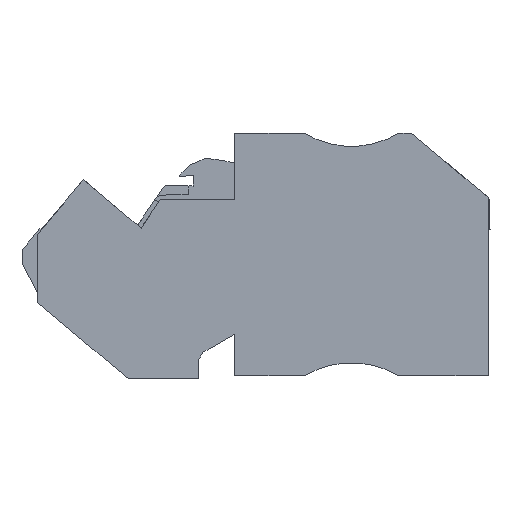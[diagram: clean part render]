
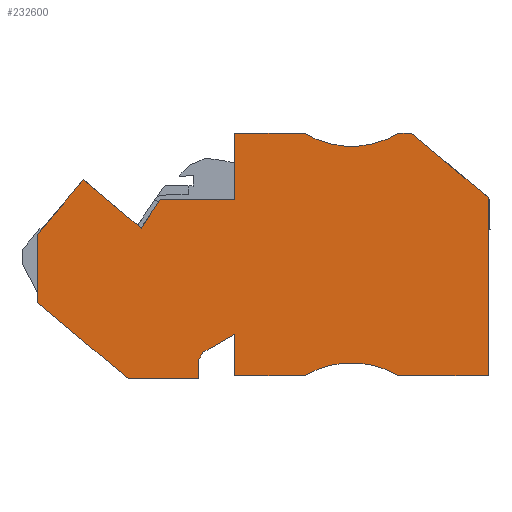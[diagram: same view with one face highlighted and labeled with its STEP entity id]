
A CAD part, left-side view. The second image highlights one B-rep face of the part: STEP entity #232600.
In plain terms, the highlighted face is planar.
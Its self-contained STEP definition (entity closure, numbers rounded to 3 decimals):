
#2000=CARTESIAN_POINT('',(456.412,690.234,
65.62));
#2010=VERTEX_POINT('',#2000);
#2040=CARTESIAN_POINT('',(456.354,690.32,
65.62));
#2050=DIRECTION('',(0.559,-0.829,
0.));
#2060=VECTOR('',#2050,1.);
#2070=LINE('',#2040,#2060);
#2080=CARTESIAN_POINT('',(458.498,687.141,
65.62));
#2090=VERTEX_POINT('',#2080);
#2100=EDGE_CURVE('',#2010,#2090,#2070,.T.);
#11020=CARTESIAN_POINT('',(430.261,670.934,
65.62));
#11030=VERTEX_POINT('',#11020);
#11060=CARTESIAN_POINT('',(437.769,670.934,
65.62));
#11070=DIRECTION('',(1.,0.,0.));
#11080=VECTOR('',#11070,1.);
#11090=LINE('',#11060,#11080);
#11100=CARTESIAN_POINT('',(420.453,670.934,
65.62));
#11110=VERTEX_POINT('',#11100);
#11120=EDGE_CURVE('',#11110,#11030,#11090,.T.);
#12220=CARTESIAN_POINT('',(405.269,697.534,
65.62));
#12230=DIRECTION('',(-1.,0.,0.));
#12240=VECTOR('',#12230,1.);
#12250=LINE('',#12220,#12240);
#12260=CARTESIAN_POINT('',(430.261,697.534,
65.62));
#12270=VERTEX_POINT('',#12260);
#12280=CARTESIAN_POINT('',(428.853,697.534,
65.62));
#12290=VERTEX_POINT('',#12280);
#12300=EDGE_CURVE('',#12270,#12290,#12250,.T.);
#123400=CARTESIAN_POINT('',(469.853,703.819,
65.62));
#123410=DIRECTION('',(0.,1.,0.));
#123420=VECTOR('',#123410,1.);
#123430=LINE('',#123400,#123420);
#123440=CARTESIAN_POINT('',(469.853,678.981,
65.62));
#123450=VERTEX_POINT('',#123440);
#123460=CARTESIAN_POINT('',(469.853,686.448,
65.62));
#123470=VERTEX_POINT('',#123460);
#123480=EDGE_CURVE('',#123450,#123470,#123430,.T.);
#153480=CARTESIAN_POINT('',(452.153,686.119,
65.62));
#153490=DIRECTION('',(0.,-1.,0.));
#153500=VECTOR('',#153490,1.);
#153510=LINE('',#153480,#153500);
#153520=CARTESIAN_POINT('',(452.153,672.756,
65.62));
#153530=VERTEX_POINT('',#153520);
#153540=CARTESIAN_POINT('',(452.153,670.634,
65.62));
#153550=VERTEX_POINT('',#153540);
#153560=EDGE_CURVE('',#153530,#153550,#153510,.T.);
#231400=CARTESIAN_POINT('',(434.419,672.484,
65.62));
#231410=DIRECTION('',(0.,0.,1.));
#231420=DIRECTION('',(0.707,-0.707,
0.));
#231430=AXIS2_PLACEMENT_3D('',#231400,#231410,#231420);
#231440=PLANE('',#231430);
#231450=CARTESIAN_POINT('',(461.928,695.893,
65.62));
#231460=DIRECTION('',(-0.643,0.766,
0.));
#231470=VECTOR('',#231460,1.);
#231480=LINE('',#231450,#231470);
#231490=CARTESIAN_POINT('',(464.82,692.446,
65.62));
#231500=VERTEX_POINT('',#231490);
#231510=EDGE_CURVE('',#123470,#231500,#231480,.T.);
#231520=ORIENTED_EDGE('',*,*,#231510,.F.);
#231530=CARTESIAN_POINT('',(435.206,667.597,
65.62));
#231540=DIRECTION('',(0.766,0.643,
0.));
#231550=VECTOR('',#231540,1.);
#231560=LINE('',#231530,#231550);
#231570=EDGE_CURVE('',#2090,#231500,#231560,.T.);
#231580=ORIENTED_EDGE('',*,*,#231570,.T.);
#231590=ORIENTED_EDGE('',*,*,#2100,.T.);
#231600=CARTESIAN_POINT('',(412.569,690.234,
65.62));
#231610=DIRECTION('',(1.,0.,0.));
#231620=VECTOR('',#231610,1.);
#231630=LINE('',#231600,#231620);
#231640=CARTESIAN_POINT('',(448.253,690.234,
65.62));
#231650=VERTEX_POINT('',#231640);
#231660=EDGE_CURVE('',#231650,#2010,#231630,.T.);
#231670=ORIENTED_EDGE('',*,*,#231660,.T.);
#231680=CARTESIAN_POINT('',(448.253,682.219,
65.62));
#231690=DIRECTION('',(0.,1.,0.));
#231700=VECTOR('',#231690,1.);
#231710=LINE('',#231680,#231700);
#231720=CARTESIAN_POINT('',(448.253,697.534,
65.62));
#231730=VERTEX_POINT('',#231720);
#231740=EDGE_CURVE('',#231650,#231730,#231710,.T.);
#231750=ORIENTED_EDGE('',*,*,#231740,.F.);
#231760=CARTESIAN_POINT('',(405.269,697.534,
65.62));
#231770=DIRECTION('',(1.,0.,0.));
#231780=VECTOR('',#231770,1.);
#231790=LINE('',#231760,#231780);
#231800=CARTESIAN_POINT('',(440.591,697.534,
65.62));
#231810=VERTEX_POINT('',#231800);
#231820=EDGE_CURVE('',#231810,#231730,#231790,.T.);
#231830=ORIENTED_EDGE('',*,*,#231820,.T.);
#231840=CARTESIAN_POINT('',(435.426,706.097,
65.62));
#231850=DIRECTION('',(0.,0.,1.));
#231860=DIRECTION('',(-0.707,0.707,
0.));
#231870=AXIS2_PLACEMENT_3D('',#231840,#231850,#231860);
#231880=CIRCLE('',#231870,10.);
#231890=EDGE_CURVE('',#12270,#231810,#231880,.T.);
#231900=ORIENTED_EDGE('',*,*,#231890,.T.);
#231910=ORIENTED_EDGE('',*,*,#12300,.F.);
#231920=CARTESIAN_POINT('',(416.029,686.774,
65.62));
#231930=DIRECTION('',(-0.766,-0.643,
0.));
#231940=VECTOR('',#231930,1.);
#231950=LINE('',#231920,#231940);
#231960=CARTESIAN_POINT('',(420.453,690.486,
65.62));
#231970=VERTEX_POINT('',#231960);
#231980=EDGE_CURVE('',#12290,#231970,#231950,.T.);
#231990=ORIENTED_EDGE('',*,*,#231980,.F.);
#232000=CARTESIAN_POINT('',(420.453,686.45,
65.62));
#232010=DIRECTION('',(0.,-1.,0.));
#232020=VECTOR('',#232010,1.);
#232030=LINE('',#232000,#232020);
#232040=EDGE_CURVE('',#231970,#11110,#232030,.T.);
#232050=ORIENTED_EDGE('',*,*,#232040,.F.);
#232060=ORIENTED_EDGE('',*,*,#11120,.F.);
#232070=CARTESIAN_POINT('',(435.426,662.371,
65.62));
#232080=DIRECTION('',(0.,0.,1.));
#232090=DIRECTION('',(-0.707,0.707,
0.));
#232100=AXIS2_PLACEMENT_3D('',#232070,#232080,#232090);
#232110=CIRCLE('',#232100,10.);
#232120=CARTESIAN_POINT('',(440.591,670.934,
65.62));
#232130=VERTEX_POINT('',#232120);
#232140=EDGE_CURVE('',#232130,#11030,#232110,.T.);
#232150=ORIENTED_EDGE('',*,*,#232140,.T.);
#232160=CARTESIAN_POINT('',(431.869,670.934,
65.62));
#232170=DIRECTION('',(-1.,0.,0.));
#232180=VECTOR('',#232170,1.);
#232190=LINE('',#232160,#232180);
#232200=CARTESIAN_POINT('',(448.253,670.934,
65.62));
#232210=VERTEX_POINT('',#232200);
#232220=EDGE_CURVE('',#232210,#232130,#232190,.T.);
#232230=ORIENTED_EDGE('',*,*,#232220,.T.);
#232240=CARTESIAN_POINT('',(448.253,675.508,
65.62));
#232250=VERTEX_POINT('',#232240);
#232260=EDGE_CURVE('',#232210,#232250,#231710,.T.);
#232270=ORIENTED_EDGE('',*,*,#232260,.F.);
#232280=CARTESIAN_POINT('',(443.999,677.964,
65.62));
#232290=DIRECTION('',(0.866,-0.5,
0.));
#232300=VECTOR('',#232290,1.);
#232310=LINE('',#232280,#232300);
#232320=CARTESIAN_POINT('',(451.72,673.506,
65.62));
#232330=VERTEX_POINT('',#232320);
#232340=EDGE_CURVE('',#232250,#232330,#232310,.T.);
#232350=ORIENTED_EDGE('',*,*,#232340,.F.);
#232360=CARTESIAN_POINT('',(447.262,681.228,
65.62));
#232370=DIRECTION('',(0.5,-0.866,
0.));
#232380=VECTOR('',#232370,1.);
#232390=LINE('',#232360,#232380);
#232400=EDGE_CURVE('',#232330,#153530,#232390,.T.);
#232410=ORIENTED_EDGE('',*,*,#232400,.F.);
#232420=ORIENTED_EDGE('',*,*,#153560,.F.);
#232430=CARTESIAN_POINT('',(432.169,670.634,
65.62));
#232440=DIRECTION('',(1.,0.,0.));
#232450=VECTOR('',#232440,1.);
#232460=LINE('',#232430,#232450);
#232470=CARTESIAN_POINT('',(459.906,670.634,
65.62));
#232480=VERTEX_POINT('',#232470);
#232490=EDGE_CURVE('',#153550,#232480,#232460,.T.);
#232500=ORIENTED_EDGE('',*,*,#232490,.F.);
#232510=CARTESIAN_POINT('',(444.824,657.979,
65.62));
#232520=DIRECTION('',(-0.766,-0.643,
0.));
#232530=VECTOR('',#232520,1.);
#232540=LINE('',#232510,#232530);
#232550=EDGE_CURVE('',#123450,#232480,#232540,.T.);
#232560=ORIENTED_EDGE('',*,*,#232550,.T.);
#232570=ORIENTED_EDGE('',*,*,#123480,.F.);
#232580=EDGE_LOOP('',(#232570,#232560,#232500,#232420,#232410,#232350,
#232270,#232230,#232150,#232060,#232050,#231990,#231910,#231900,#231830,
#231750,#231670,#231590,#231580,#231520));
#232590=FACE_OUTER_BOUND('',#232580,.T.);
#232600=ADVANCED_FACE('',(#232590),#231440,.F.);
